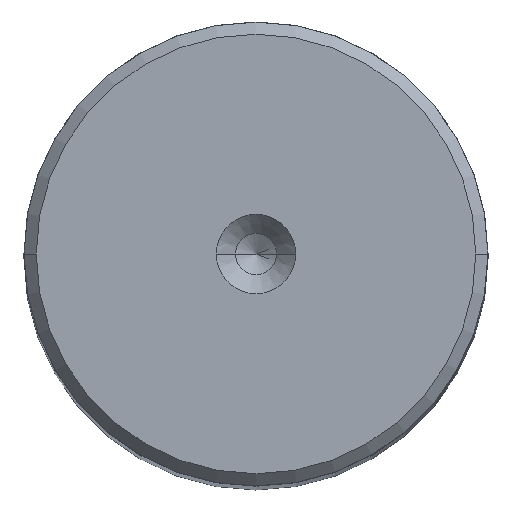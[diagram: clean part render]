
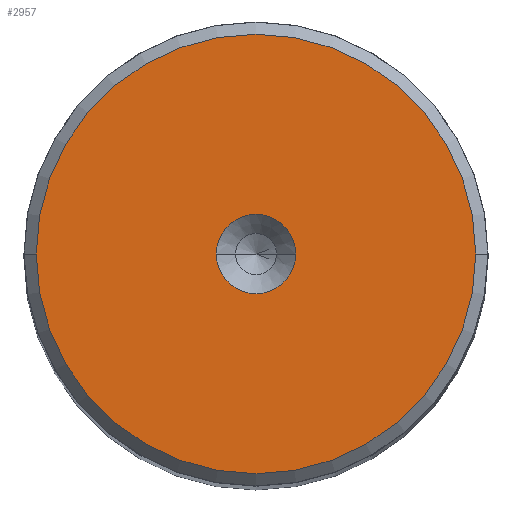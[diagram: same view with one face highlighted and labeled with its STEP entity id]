
A CAD part, top view. The second image highlights one B-rep face of the part: STEP entity #2957.
In plain terms, the highlighted planar face has unit normal (0, 0, 1).
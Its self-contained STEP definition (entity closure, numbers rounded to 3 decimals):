
#4 = DIRECTION ( 'NONE',  ( 0., 0., 1. ) ) ;
#37 = EDGE_CURVE ( 'NONE', #1112, #1732, #442, .T. ) ;
#111 = DIRECTION ( 'NONE',  ( 0., 0., 1. ) ) ;
#243 = AXIS2_PLACEMENT_3D ( 'NONE', #3035, #2604, #2121 ) ;
#286 = ORIENTED_EDGE ( 'NONE', *, *, #1117, .F. ) ;
#405 = AXIS2_PLACEMENT_3D ( 'NONE', #2120, #4, #705 ) ;
#431 = FACE_BOUND ( 'NONE', #1665, .T. ) ;
#442 = CIRCLE ( 'NONE', #243, 3.85 ) ;
#577 = ORIENTED_EDGE ( 'NONE', *, *, #2076, .T. ) ;
#659 = CARTESIAN_POINT ( 'NONE',  ( 21.314, 0., 220. ) ) ;
#705 = DIRECTION ( 'NONE',  ( 1., 0., 0. ) ) ;
#713 = CARTESIAN_POINT ( 'NONE',  ( -21.314, 0., 220. ) ) ;
#731 = DIRECTION ( 'NONE',  ( 1., 0., 0. ) ) ;
#957 = AXIS2_PLACEMENT_3D ( 'NONE', #1271, #111, #1747 ) ;
#974 = CARTESIAN_POINT ( 'NONE',  ( 0., 0., 220. ) ) ;
#1036 = CARTESIAN_POINT ( 'NONE',  ( 3.85, 0., 220. ) ) ;
#1112 = VERTEX_POINT ( 'NONE', #1036 ) ;
#1117 = EDGE_CURVE ( 'NONE', #1732, #1112, #2204, .T. ) ;
#1121 = PLANE ( 'NONE',  #405 ) ;
#1243 = DIRECTION ( 'NONE',  ( 0., 0., 1. ) ) ;
#1271 = CARTESIAN_POINT ( 'NONE',  ( 0., 0., 220. ) ) ;
#1419 = CARTESIAN_POINT ( 'NONE',  ( 0., 0., 220. ) ) ;
#1440 = EDGE_LOOP ( 'NONE', ( #577, #1758 ) ) ;
#1661 = VERTEX_POINT ( 'NONE', #713 ) ;
#1665 = EDGE_LOOP ( 'NONE', ( #1685, #286 ) ) ;
#1685 = ORIENTED_EDGE ( 'NONE', *, *, #37, .F. ) ;
#1732 = VERTEX_POINT ( 'NONE', #2797 ) ;
#1747 = DIRECTION ( 'NONE',  ( 1., 0., 0. ) ) ;
#1758 = ORIENTED_EDGE ( 'NONE', *, *, #2293, .T. ) ;
#2076 = EDGE_CURVE ( 'NONE', #1661, #3048, #2389, .T. ) ;
#2120 = CARTESIAN_POINT ( 'NONE',  ( 0., 0., 220. ) ) ;
#2121 = DIRECTION ( 'NONE',  ( 1., 0., 0. ) ) ;
#2204 = CIRCLE ( 'NONE', #957, 3.85 ) ;
#2217 = AXIS2_PLACEMENT_3D ( 'NONE', #974, #1243, #731 ) ;
#2293 = EDGE_CURVE ( 'NONE', #3048, #1661, #2312, .T. ) ;
#2312 = CIRCLE ( 'NONE', #2217, 21.314 ) ;
#2389 = CIRCLE ( 'NONE', #2595, 21.314 ) ;
#2533 = FACE_OUTER_BOUND ( 'NONE', #1440, .T. ) ;
#2595 = AXIS2_PLACEMENT_3D ( 'NONE', #1419, #2819, #2812 ) ;
#2604 = DIRECTION ( 'NONE',  ( 0., 0., 1. ) ) ;
#2797 = CARTESIAN_POINT ( 'NONE',  ( -3.85, 0., 220. ) ) ;
#2812 = DIRECTION ( 'NONE',  ( 1., 0., 0. ) ) ;
#2819 = DIRECTION ( 'NONE',  ( 0., 0., 1. ) ) ;
#2957 = ADVANCED_FACE ( 'NONE', ( #431, #2533 ), #1121, .T. ) ;
#3035 = CARTESIAN_POINT ( 'NONE',  ( 0., 0., 220. ) ) ;
#3048 = VERTEX_POINT ( 'NONE', #659 ) ;
